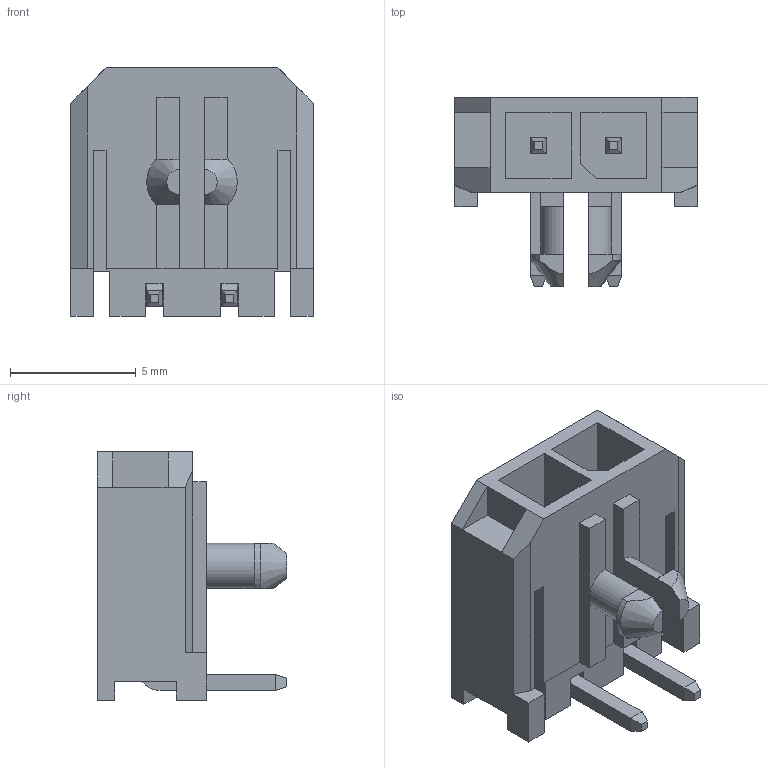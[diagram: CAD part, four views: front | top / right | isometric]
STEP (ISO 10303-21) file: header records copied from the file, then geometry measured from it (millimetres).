
FILE_DESCRIPTION((''),'2;1');
FILE_NAME('FWF30005-S02B22K6B','2023-10-25T',('工程三'),(''),'PRO/ENGINEER BY PARAMETRIC TECHNOLOGY CORPORATION, 2010280','PRO/ENGINEER BY PARAMETRIC TECHNOLOGY CORPORATION, 2010280','');
FILE_SCHEMA(('CONFIG_CONTROL_DESIGN'));
Length unit declared in the file: millimetre
Products named in the file (1): FWF30005-S02B22K6B
Bounding box: 9.65 x 7.55 x 9.9 mm (x, y, z)
Volume: 233.5 mm3; surface area: 686.7 mm2
Topology: 1 solids, 1 shells, 161 faces, 433 edges, 280 vertices
Faces by surface type: plane 151, cylinder 8, cone 2
Entity records: 4975 total; most frequent: CARTESIAN_POINT 900, ORIENTED_EDGE 866, DIRECTION 771, EDGE_CURVE 433, VECTOR 409, LINE 409, VERTEX_POINT 280, AXIS2_PLACEMENT_3D 181
